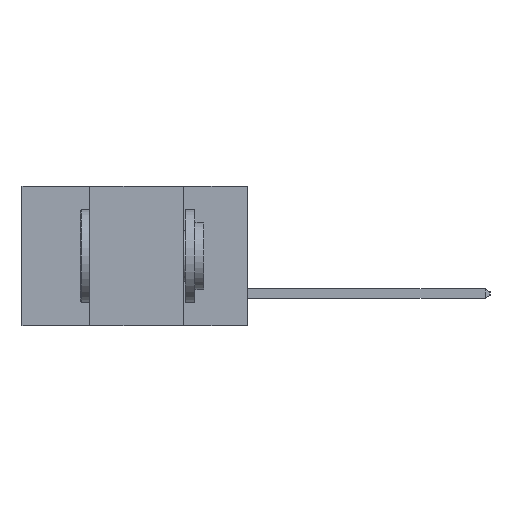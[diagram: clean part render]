
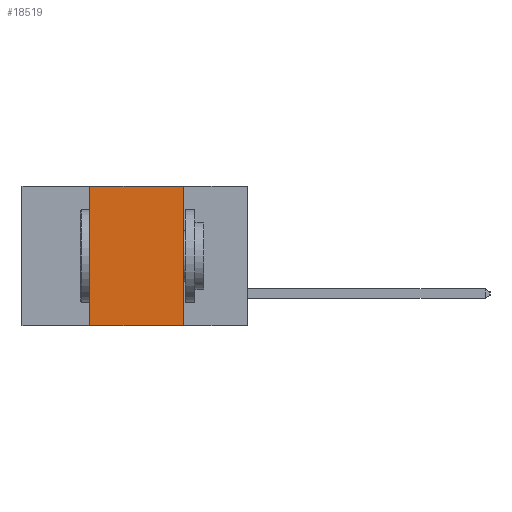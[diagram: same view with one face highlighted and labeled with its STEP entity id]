
A CAD part, left-side view. The second image highlights one B-rep face of the part: STEP entity #18519.
In plain terms, the highlighted planar face has unit normal (-1, 0, 0).
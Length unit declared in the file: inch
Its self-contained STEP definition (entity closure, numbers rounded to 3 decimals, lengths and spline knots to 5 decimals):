
#158 = DIRECTION ( 'NONE',  ( 0., -1., 0. ) ) ;
#2304 = CARTESIAN_POINT ( 'NONE',  ( 0., 0.6, 0. ) ) ;
#3554 = VECTOR ( 'NONE', #158, 39.37008 ) ;
#3857 = VECTOR ( 'NONE', #9418, 39.37008 ) ;
#4321 = DIRECTION ( 'NONE',  ( 0., 0., -1. ) ) ;
#4816 = LINE ( 'NONE', #21397, #19754 ) ;
#5446 = CARTESIAN_POINT ( 'NONE',  ( 0., 0.42, 0. ) ) ;
#6302 = ORIENTED_EDGE ( 'NONE', *, *, #22580, .T. ) ;
#6888 = CARTESIAN_POINT ( 'NONE',  ( 0., 0.17, -0.37 ) ) ;
#7209 = CARTESIAN_POINT ( 'NONE',  ( 0., 0.17, 0. ) ) ;
#7510 = ORIENTED_EDGE ( 'NONE', *, *, #22119, .F. ) ;
#7587 = CARTESIAN_POINT ( 'NONE',  ( 0., 0.42, 0. ) ) ;
#9418 = DIRECTION ( 'NONE',  ( 0., 0., 1. ) ) ;
#9732 = LINE ( 'NONE', #5446, #3857 ) ;
#11927 = VERTEX_POINT ( 'NONE', #19539 ) ;
#13224 = EDGE_LOOP ( 'NONE', ( #7510, #22394, #21781, #6302 ) ) ;
#13673 = VERTEX_POINT ( 'NONE', #7209 ) ;
#13911 = LINE ( 'NONE', #13928, #3554 ) ;
#13928 = CARTESIAN_POINT ( 'NONE',  ( 0., 0.6, 0. ) ) ;
#14013 = PLANE ( 'NONE',  #21206 ) ;
#14244 = EDGE_CURVE ( 'NONE', #11927, #15619, #9732, .T. ) ;
#14497 = EDGE_CURVE ( 'NONE', #15619, #13673, #13911, .T. ) ;
#15105 = LINE ( 'NONE', #18841, #23604 ) ;
#15619 = VERTEX_POINT ( 'NONE', #7587 ) ;
#15960 = DIRECTION ( 'NONE',  ( 1., 0., 0. ) ) ;
#18519 = ADVANCED_FACE ( 'NONE', ( #18592 ), #14013, .F. ) ;
#18592 = FACE_OUTER_BOUND ( 'NONE', #13224, .T. ) ;
#18841 = CARTESIAN_POINT ( 'NONE',  ( 0., 0.6, -0.37 ) ) ;
#19539 = CARTESIAN_POINT ( 'NONE',  ( 0., 0.42, -0.37 ) ) ;
#19754 = VECTOR ( 'NONE', #23308, 39.37008 ) ;
#20773 = DIRECTION ( 'NONE',  ( 0., -1., 0. ) ) ;
#21206 = AXIS2_PLACEMENT_3D ( 'NONE', #2304, #15960, #4321 ) ;
#21397 = CARTESIAN_POINT ( 'NONE',  ( 0., 0.17, 0. ) ) ;
#21781 = ORIENTED_EDGE ( 'NONE', *, *, #14244, .F. ) ;
#22119 = EDGE_CURVE ( 'NONE', #13673, #23745, #4816, .T. ) ;
#22394 = ORIENTED_EDGE ( 'NONE', *, *, #14497, .F. ) ;
#22580 = EDGE_CURVE ( 'NONE', #11927, #23745, #15105, .T. ) ;
#23308 = DIRECTION ( 'NONE',  ( 0., 0., -1. ) ) ;
#23604 = VECTOR ( 'NONE', #20773, 39.37008 ) ;
#23745 = VERTEX_POINT ( 'NONE', #6888 ) ;
